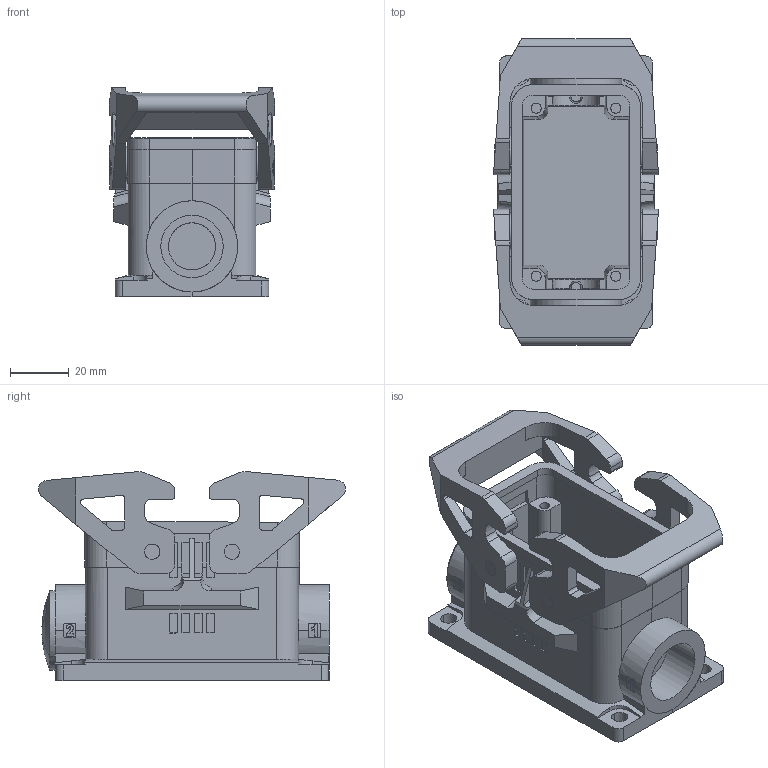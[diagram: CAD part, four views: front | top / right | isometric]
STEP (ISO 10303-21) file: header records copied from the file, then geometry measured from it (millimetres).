
FILE_DESCRIPTION(('Creo Elements/Direct Modeling STEP Export'),'2;1');
FILE_NAME('model.stp','2020-12-17T 0:24:13',(''),(''),'Creo Elements/Direct Modeling STEP processor for AP214 (Solid Model)','Creo Elements/Direct Modeling 20.1A 29-Sep-2018 (C) Parametric Technology GmbH','');
FILE_SCHEMA(('AUTOMOTIVE_DESIGN { 1 0 10303 214 1 1 1 1 }'));
Length unit declared in the file: millimetre
Products named in the file (2): HC_STA_B10_SLWD_2SSP16_ELC_AL-select
Assembly tree (1 placements, depth 2):
  HC_STA_B10_SLWD_2SSP16_ELC_AL-select
    HC_STA_B10_SLWD_2SSP16_ELC_AL-select
Bounding box: 56 x 104.13 x 70.91 mm (x, y, z)
Volume: 100477.2 mm3; surface area: 48984.3 mm2
Topology: 1 solids, 1 shells, 495 faces, 1425 edges, 951 vertices
Faces by surface type: plane 304, cylinder 170, extrusion 13, cone 4, bspline 2, sphere 2
Entity records: 25969 total; most frequent: CARTESIAN_POINT 9132, ORIENTED_EDGE 2850, DIRECTION 2429, EDGE_CURVE 1425, VECTOR 953, VERTEX_POINT 951, LINE 935, AXIS2_PLACEMENT_3D 738
